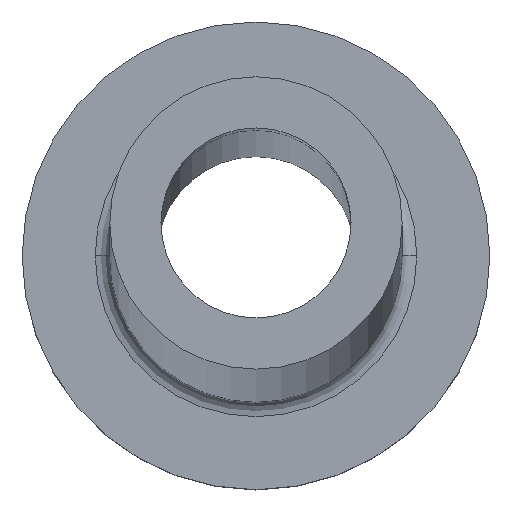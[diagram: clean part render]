
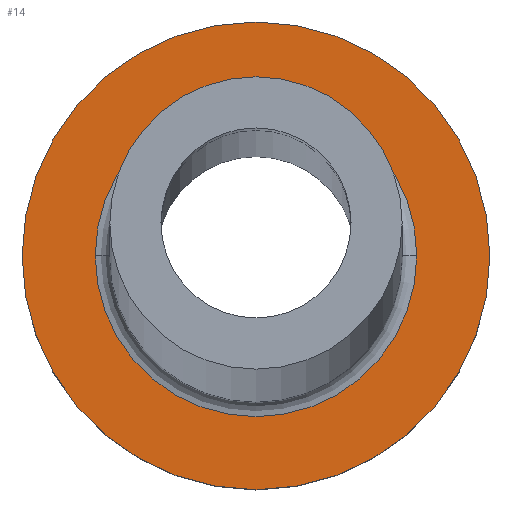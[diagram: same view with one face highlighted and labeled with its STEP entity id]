
A CAD part, top view. The second image highlights one B-rep face of the part: STEP entity #14.
In plain terms, the highlighted planar face has unit normal (0, 0, 1).
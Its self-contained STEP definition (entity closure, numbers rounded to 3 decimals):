
#7 = ORIENTED_EDGE ( 'NONE', *, *, #396, .T. ) ;
#13 = FACE_OUTER_BOUND ( 'NONE', #417, .T. ) ;
#14 = ADVANCED_FACE ( 'NONE', ( #326, #13 ), #442, .T. ) ;
#33 = DIRECTION ( 'NONE',  ( 1., 0., 0. ) ) ;
#46 = DIRECTION ( 'NONE',  ( 1., 0., 0. ) ) ;
#63 = VERTEX_POINT ( 'NONE', #73 ) ;
#71 = DIRECTION ( 'NONE',  ( 0., 0., 1. ) ) ;
#73 = CARTESIAN_POINT ( 'NONE',  ( 5.5, 0., 5. ) ) ;
#93 = ORIENTED_EDGE ( 'NONE', *, *, #386, .T. ) ;
#99 = VERTEX_POINT ( 'NONE', #450 ) ;
#107 = DIRECTION ( 'NONE',  ( 1., 0., 0. ) ) ;
#114 = EDGE_LOOP ( 'NONE', ( #172, #451 ) ) ;
#125 = AXIS2_PLACEMENT_3D ( 'NONE', #236, #343, #384 ) ;
#140 = CARTESIAN_POINT ( 'NONE',  ( 0., 0., 5. ) ) ;
#145 = CARTESIAN_POINT ( 'NONE',  ( -8., 0., 5. ) ) ;
#146 = CARTESIAN_POINT ( 'NONE',  ( 8., 0., 5. ) ) ;
#160 = AXIS2_PLACEMENT_3D ( 'NONE', #349, #174, #46 ) ;
#172 = ORIENTED_EDGE ( 'NONE', *, *, #223, .T. ) ;
#174 = DIRECTION ( 'NONE',  ( 0., 0., 1. ) ) ;
#177 = VERTEX_POINT ( 'NONE', #146 ) ;
#192 = CIRCLE ( 'NONE', #125, 8. ) ;
#209 = AXIS2_PLACEMENT_3D ( 'NONE', #342, #71, #246 ) ;
#213 = CIRCLE ( 'NONE', #222, 5.5 ) ;
#222 = AXIS2_PLACEMENT_3D ( 'NONE', #140, #390, #33 ) ;
#223 = EDGE_CURVE ( 'NONE', #63, #99, #324, .T. ) ;
#234 = DIRECTION ( 'NONE',  ( 0., 0., -1. ) ) ;
#236 = CARTESIAN_POINT ( 'NONE',  ( 0., 0., 5. ) ) ;
#246 = DIRECTION ( 'NONE',  ( 1., 0., 0. ) ) ;
#267 = CARTESIAN_POINT ( 'NONE',  ( 0., 0., 5. ) ) ;
#292 = EDGE_CURVE ( 'NONE', #99, #63, #213, .T. ) ;
#324 = CIRCLE ( 'NONE', #371, 5.5 ) ;
#326 = FACE_BOUND ( 'NONE', #114, .T. ) ;
#342 = CARTESIAN_POINT ( 'NONE',  ( 0., 0., 5. ) ) ;
#343 = DIRECTION ( 'NONE',  ( 0., 0., 1. ) ) ;
#349 = CARTESIAN_POINT ( 'NONE',  ( 0., 0., 5. ) ) ;
#360 = CIRCLE ( 'NONE', #160, 8. ) ;
#371 = AXIS2_PLACEMENT_3D ( 'NONE', #267, #234, #107 ) ;
#384 = DIRECTION ( 'NONE',  ( 1., 0., 0. ) ) ;
#386 = EDGE_CURVE ( 'NONE', #409, #177, #192, .T. ) ;
#390 = DIRECTION ( 'NONE',  ( 0., 0., -1. ) ) ;
#396 = EDGE_CURVE ( 'NONE', #177, #409, #360, .T. ) ;
#409 = VERTEX_POINT ( 'NONE', #145 ) ;
#417 = EDGE_LOOP ( 'NONE', ( #93, #7 ) ) ;
#442 = PLANE ( 'NONE',  #209 ) ;
#450 = CARTESIAN_POINT ( 'NONE',  ( -5.5, 0., 5. ) ) ;
#451 = ORIENTED_EDGE ( 'NONE', *, *, #292, .T. ) ;
